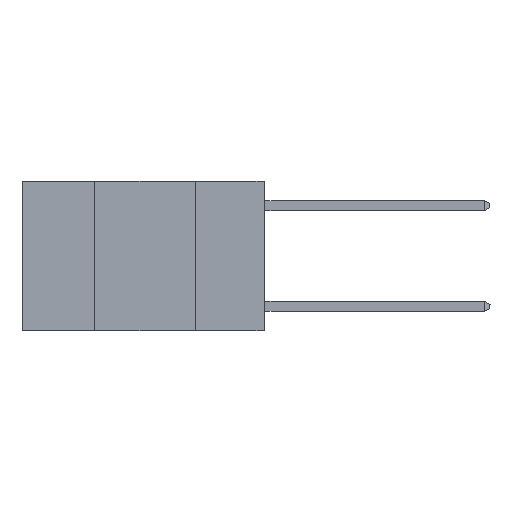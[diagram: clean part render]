
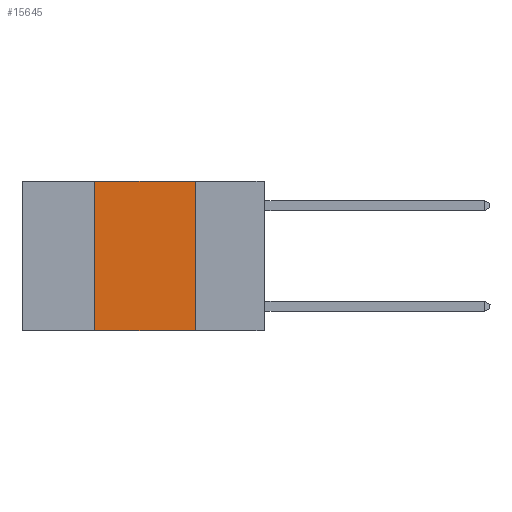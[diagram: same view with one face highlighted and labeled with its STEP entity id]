
A CAD part, left-side view. The second image highlights one B-rep face of the part: STEP entity #15645.
In plain terms, the highlighted planar face has unit normal (-1, 0, 0).
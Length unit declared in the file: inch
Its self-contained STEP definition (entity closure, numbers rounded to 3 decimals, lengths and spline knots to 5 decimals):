
#153 = ORIENTED_EDGE ( 'NONE', *, *, #21915, .F. ) ;
#349 = VERTEX_POINT ( 'NONE', #8999 ) ;
#1695 = CARTESIAN_POINT ( 'NONE',  ( 0., 0.42, 0. ) ) ;
#2511 = LINE ( 'NONE', #21456, #26167 ) ;
#2912 = EDGE_CURVE ( 'NONE', #8059, #349, #16640, .T. ) ;
#4388 = ORIENTED_EDGE ( 'NONE', *, *, #21820, .F. ) ;
#4514 = ORIENTED_EDGE ( 'NONE', *, *, #2912, .T. ) ;
#4827 = PLANE ( 'NONE',  #15615 ) ;
#5293 = FACE_OUTER_BOUND ( 'NONE', #6607, .T. ) ;
#6607 = EDGE_LOOP ( 'NONE', ( #27591, #4388, #153, #4514 ) ) ;
#8059 = VERTEX_POINT ( 'NONE', #17655 ) ;
#8999 = CARTESIAN_POINT ( 'NONE',  ( 0., 0.17, -0.37 ) ) ;
#9456 = DIRECTION ( 'NONE',  ( 0., 0., -1. ) ) ;
#10509 = VECTOR ( 'NONE', #25168, 39.37008 ) ;
#10813 = VECTOR ( 'NONE', #15085, 39.37008 ) ;
#10930 = VERTEX_POINT ( 'NONE', #1695 ) ;
#12534 = EDGE_CURVE ( 'NONE', #24129, #349, #28347, .T. ) ;
#15085 = DIRECTION ( 'NONE',  ( 0., 0., 1. ) ) ;
#15615 = AXIS2_PLACEMENT_3D ( 'NONE', #20899, #23175, #9456 ) ;
#15645 = ADVANCED_FACE ( 'NONE', ( #5293 ), #4827, .F. ) ;
#16640 = LINE ( 'NONE', #22888, #10509 ) ;
#16938 = LINE ( 'NONE', #28687, #10813 ) ;
#17655 = CARTESIAN_POINT ( 'NONE',  ( 0., 0.42, -0.37 ) ) ;
#19088 = DIRECTION ( 'NONE',  ( 0., 0., -1. ) ) ;
#20899 = CARTESIAN_POINT ( 'NONE',  ( 0., 0.6, 0. ) ) ;
#21456 = CARTESIAN_POINT ( 'NONE',  ( 0., 0.6, 0. ) ) ;
#21820 = EDGE_CURVE ( 'NONE', #10930, #24129, #2511, .T. ) ;
#21915 = EDGE_CURVE ( 'NONE', #8059, #10930, #16938, .T. ) ;
#22888 = CARTESIAN_POINT ( 'NONE',  ( 0., 0.6, -0.37 ) ) ;
#23175 = DIRECTION ( 'NONE',  ( 1., 0., 0. ) ) ;
#23660 = CARTESIAN_POINT ( 'NONE',  ( 0., 0.17, 0. ) ) ;
#23746 = DIRECTION ( 'NONE',  ( 0., -1., 0. ) ) ;
#24129 = VERTEX_POINT ( 'NONE', #23660 ) ;
#25168 = DIRECTION ( 'NONE',  ( 0., -1., 0. ) ) ;
#26167 = VECTOR ( 'NONE', #23746, 39.37008 ) ;
#27591 = ORIENTED_EDGE ( 'NONE', *, *, #12534, .F. ) ;
#27633 = VECTOR ( 'NONE', #19088, 39.37008 ) ;
#28076 = CARTESIAN_POINT ( 'NONE',  ( 0., 0.17, 0. ) ) ;
#28347 = LINE ( 'NONE', #28076, #27633 ) ;
#28687 = CARTESIAN_POINT ( 'NONE',  ( 0., 0.42, 0. ) ) ;
